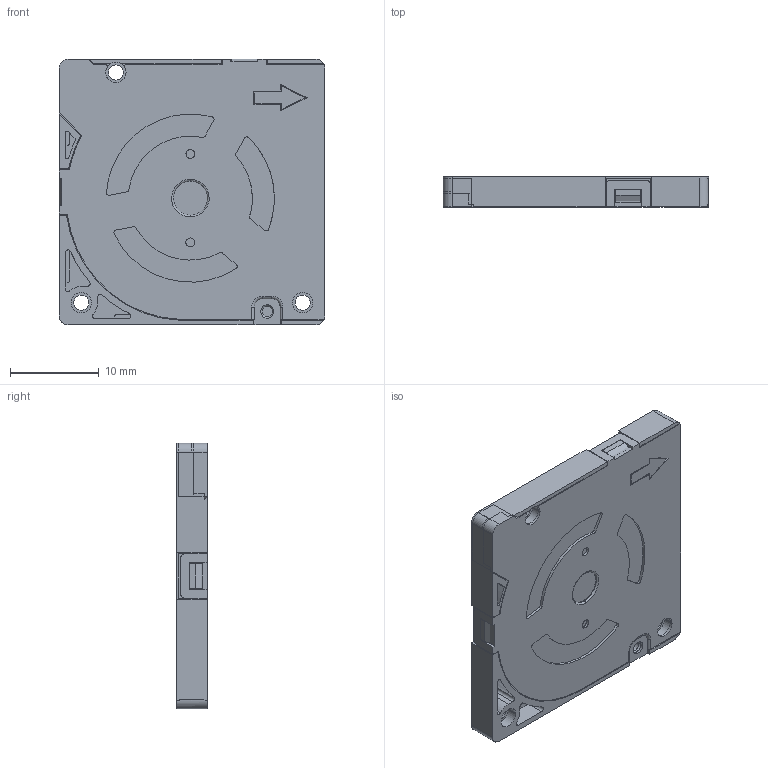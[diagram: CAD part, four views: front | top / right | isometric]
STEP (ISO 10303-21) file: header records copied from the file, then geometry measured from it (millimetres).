
FILE_DESCRIPTION((''),'2;1');
FILE_NAME('KDB0305HA3-00_ASM','2022-02-25T11:33:32',('TIM.GC.LIU'),(''),'CREO PARAMETRIC BY PTC INC, 2020454','CREO PARAMETRIC BY PTC INC, 2020454','');
FILE_SCHEMA(('CONFIG_CONTROL_DESIGN'));
Length unit declared in the file: millimetre
Products named in the file (8): MANIFOLD_SOLID_BREP_4906_5_7; 3003-FRAME_ASM_ASM_22_ASM_ASM_A_ASM; 3003-FRAME_A-R02_ASM_ASM_ASM_AS_ASM; PRT0081; 3003-3D_ASM_ASM_ASM_ASM; 3003-3D_ASM_ASM_ASM; 3003-3D_ASM_ASM; KDB0305HA3-00_ASM
Assembly tree (7 placements, depth 7):
  KDB0305HA3-00_ASM
    3003-3D_ASM_ASM
      3003-3D_ASM_ASM_ASM
        3003-3D_ASM_ASM_ASM_ASM
          3003-FRAME_A-R02_ASM_ASM_ASM_AS_ASM
            3003-FRAME_ASM_ASM_22_ASM_ASM_A_ASM
              MANIFOLD_SOLID_BREP_4906_5_7
          PRT0081
Bounding box: 30 x 3.4 x 30 mm (x, y, z)
Surface area: 3746.7 mm2
Topology: 2 solids, 2 shells, 439 faces, 1301 edges, 882 vertices
Faces by surface type: plane 274, cylinder 153, torus 10, cone 2
Entity records: 15107 total; most frequent: CARTESIAN_POINT 2738, ORIENTED_EDGE 2602, DIRECTION 2560, EDGE_CURVE 1301, VECTOR 918, LINE 918, VERTEX_POINT 882, AXIS2_PLACEMENT_3D 821
